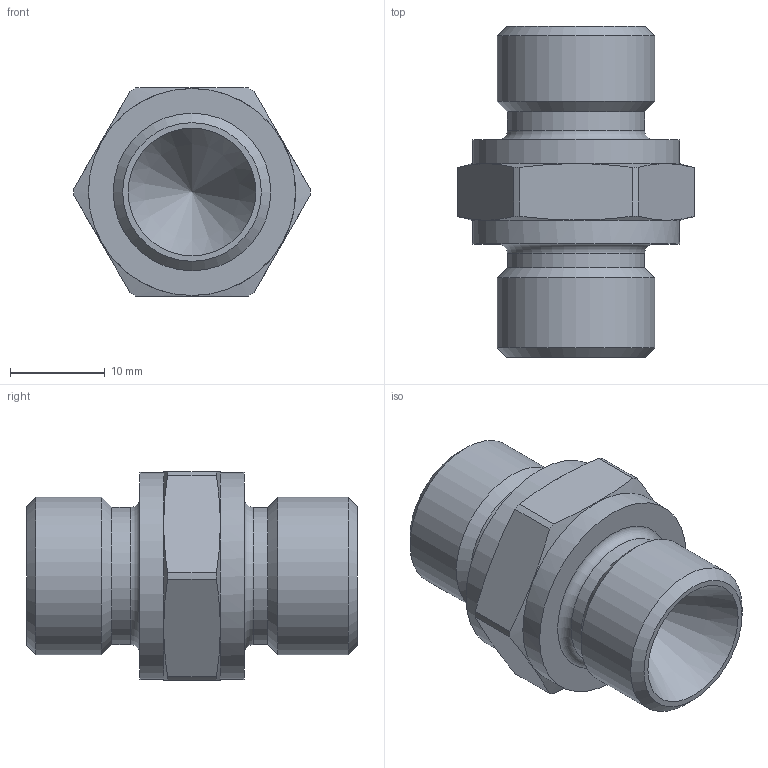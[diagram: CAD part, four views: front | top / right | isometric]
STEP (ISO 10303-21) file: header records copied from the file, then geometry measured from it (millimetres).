
FILE_DESCRIPTION(/* description */ ('Unknown'),/* implementation_level */ '2;1');
FILE_NAME(/* name */ '57079',/* time_stamp */ '2021-01-21T10:22:54+01:00',/* author */ ('Unknown'),/* organization */ ('Unknown'),/* preprocessor_version */ 'ST-DEVELOPER v16.7',/* originating_system */ 'Solid Edge',/* authorisation */ 'Unknown');
FILE_SCHEMA (('AUTOMOTIVE_DESIGN {1 0 10303 214 3 1 1}'));
Length unit declared in the file: millimetre
Products named in the file (1): Part5
Bounding box: 25 x 35 x 22 mm (x, y, z)
Volume: 8121 mm3; surface area: 3157.7 mm2
Topology: 1 solids, 1 shells, 32 faces, 76 edges, 48 vertices
Faces by surface type: cylinder 12, plane 10, cone 8, torus 2
Full cylindrical faces by diameter (mm): 14.5 x2, 16.66 x2, 21.9 x2
Entity records: 1072 total; most frequent: CARTESIAN_POINT 179, DIRECTION 138, ORIENTED_EDGE 108, AXIS2_PLACEMENT_3D 63, EDGE_CURVE 54, FACE_BOUND 52, EDGE_LOOP 50, VERTEX_POINT 44
